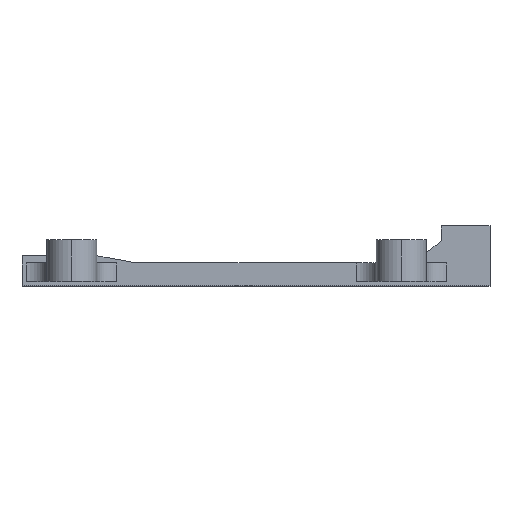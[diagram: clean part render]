
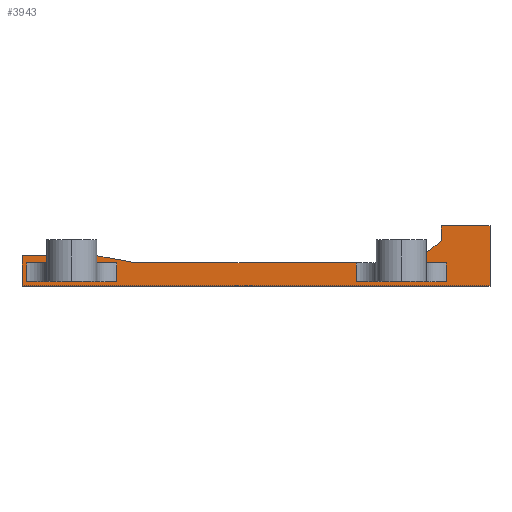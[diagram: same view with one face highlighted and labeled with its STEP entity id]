
A CAD part, top view. The second image highlights one B-rep face of the part: STEP entity #3943.
In plain terms, the highlighted planar face has unit normal (0, 0, 1).
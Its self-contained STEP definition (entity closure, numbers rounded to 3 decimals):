
#6 = ORIENTED_EDGE ( 'NONE', *, *, #3151, .F. ) ;
#50 = CARTESIAN_POINT ( 'NONE',  ( 0., 6., 0. ) ) ;
#94 = DIRECTION ( 'NONE',  ( -1., 0., 0. ) ) ;
#95 = CARTESIAN_POINT ( 'NONE',  ( 39.354, 2.28, 0. ) ) ;
#116 = ORIENTED_EDGE ( 'NONE', *, *, #2772, .T. ) ;
#118 = LINE ( 'NONE', #4309, #2757 ) ;
#120 = EDGE_CURVE ( 'NONE', #2842, #5090, #1793, .T. ) ;
#123 = FACE_OUTER_BOUND ( 'NONE', #1318, .T. ) ;
#145 = CARTESIAN_POINT ( 'NONE',  ( 9.499, 0.4, 0. ) ) ;
#195 = EDGE_CURVE ( 'NONE', #5282, #2903, #2833, .T. ) ;
#211 = VECTOR ( 'NONE', #1344, 1000. ) ;
#255 = CARTESIAN_POINT ( 'NONE',  ( 39.354, 2.28, 0. ) ) ;
#278 = LINE ( 'NONE', #3572, #3644 ) ;
#443 = VERTEX_POINT ( 'NONE', #2366 ) ;
#491 = EDGE_CURVE ( 'NONE', #4468, #4795, #2692, .T. ) ;
#596 = CARTESIAN_POINT ( 'NONE',  ( 0., 6., 0. ) ) ;
#600 = EDGE_CURVE ( 'NONE', #1077, #443, #1187, .T. ) ;
#626 = VECTOR ( 'NONE', #5010, 1000. ) ;
#639 = LINE ( 'NONE', #2277, #1313 ) ;
#686 = VECTOR ( 'NONE', #2894, 1000. ) ;
#692 = DIRECTION ( 'NONE',  ( 0., -1., 0. ) ) ;
#748 = VERTEX_POINT ( 'NONE', #2557 ) ;
#805 = ORIENTED_EDGE ( 'NONE', *, *, #2689, .F. ) ;
#843 = LINE ( 'NONE', #95, #211 ) ;
#904 = EDGE_CURVE ( 'NONE', #4198, #748, #5226, .T. ) ;
#1000 = DIRECTION ( 'NONE',  ( 0., 0., -1. ) ) ;
#1018 = EDGE_CURVE ( 'NONE', #4336, #1858, #4866, .T. ) ;
#1026 = FACE_BOUND ( 'NONE', #3927, .T. ) ;
#1028 = CARTESIAN_POINT ( 'NONE',  ( 33.5, 2.28, 0. ) ) ;
#1077 = VERTEX_POINT ( 'NONE', #1180 ) ;
#1118 = DIRECTION ( 'NONE',  ( 1., 0., 0. ) ) ;
#1166 = LINE ( 'NONE', #2290, #3551 ) ;
#1179 = VERTEX_POINT ( 'NONE', #1266 ) ;
#1180 = CARTESIAN_POINT ( 'NONE',  ( 0., 3., 0. ) ) ;
#1187 = LINE ( 'NONE', #1561, #5256 ) ;
#1221 = CARTESIAN_POINT ( 'NONE',  ( 46.9, 6., 0. ) ) ;
#1246 = ORIENTED_EDGE ( 'NONE', *, *, #4116, .F. ) ;
#1254 = ORIENTED_EDGE ( 'NONE', *, *, #4906, .F. ) ;
#1266 = CARTESIAN_POINT ( 'NONE',  ( 0.496, 2.28, 0. ) ) ;
#1267 = VERTEX_POINT ( 'NONE', #1496 ) ;
#1313 = VECTOR ( 'NONE', #1118, 1000. ) ;
#1318 = EDGE_LOOP ( 'NONE', ( #5322, #4363, #1920, #1746, #3871, #1969, #3559, #116, #1527, #1246, #2393, #1254, #6 ) ) ;
#1344 = DIRECTION ( 'NONE',  ( 0.766, 0.643, 0. ) ) ;
#1430 = CARTESIAN_POINT ( 'NONE',  ( 33.5, 6., 0. ) ) ;
#1432 = CARTESIAN_POINT ( 'NONE',  ( 42., 4.5, 0. ) ) ;
#1473 = VECTOR ( 'NONE', #3956, 1000. ) ;
#1496 = CARTESIAN_POINT ( 'NONE',  ( 0.496, 0.4, 0. ) ) ;
#1527 = ORIENTED_EDGE ( 'NONE', *, *, #195, .F. ) ;
#1561 = CARTESIAN_POINT ( 'NONE',  ( 0., 3., 0. ) ) ;
#1728 = ORIENTED_EDGE ( 'NONE', *, *, #5263, .F. ) ;
#1739 = VECTOR ( 'NONE', #4604, 1000. ) ;
#1746 = ORIENTED_EDGE ( 'NONE', *, *, #120, .F. ) ;
#1793 = LINE ( 'NONE', #3060, #4465 ) ;
#1858 = VERTEX_POINT ( 'NONE', #145 ) ;
#1899 = EDGE_CURVE ( 'NONE', #1267, #1179, #118, .T. ) ;
#1912 = DIRECTION ( 'NONE',  ( 0., 1., 0. ) ) ;
#1920 = ORIENTED_EDGE ( 'NONE', *, *, #2176, .T. ) ;
#1969 = ORIENTED_EDGE ( 'NONE', *, *, #600, .F. ) ;
#2009 = EDGE_CURVE ( 'NONE', #443, #2842, #3156, .T. ) ;
#2010 = CARTESIAN_POINT ( 'NONE',  ( 2.496, 2.28, 0. ) ) ;
#2026 = CARTESIAN_POINT ( 'NONE',  ( 0., 0., 0. ) ) ;
#2094 = LINE ( 'NONE', #50, #626 ) ;
#2161 = VECTOR ( 'NONE', #2586, 1000. ) ;
#2176 = EDGE_CURVE ( 'NONE', #4198, #5090, #3481, .T. ) ;
#2199 = ORIENTED_EDGE ( 'NONE', *, *, #1018, .T. ) ;
#2242 = PLANE ( 'NONE',  #4493 ) ;
#2271 = DIRECTION ( 'NONE',  ( 1., 0., 0. ) ) ;
#2277 = CARTESIAN_POINT ( 'NONE',  ( 0., 0., 0. ) ) ;
#2290 = CARTESIAN_POINT ( 'NONE',  ( 35.5, 2.28, 0. ) ) ;
#2330 = DIRECTION ( 'NONE',  ( 1., 0., 0. ) ) ;
#2331 = ORIENTED_EDGE ( 'NONE', *, *, #1899, .T. ) ;
#2366 = CARTESIAN_POINT ( 'NONE',  ( 7.5, 3., 0. ) ) ;
#2393 = ORIENTED_EDGE ( 'NONE', *, *, #491, .F. ) ;
#2442 = DIRECTION ( 'NONE',  ( 0., -1., 0. ) ) ;
#2491 = VECTOR ( 'NONE', #2330, 1000. ) ;
#2537 = VECTOR ( 'NONE', #4838, 1000. ) ;
#2557 = CARTESIAN_POINT ( 'NONE',  ( 42.5, 0.4, 0. ) ) ;
#2586 = DIRECTION ( 'NONE',  ( 0., 1., 0. ) ) ;
#2685 = CARTESIAN_POINT ( 'NONE',  ( 42.5, 6., 0. ) ) ;
#2689 = EDGE_CURVE ( 'NONE', #1267, #1858, #2991, .T. ) ;
#2692 = LINE ( 'NONE', #1432, #3615 ) ;
#2694 = CARTESIAN_POINT ( 'NONE',  ( 42., 4.5, 0. ) ) ;
#2757 = VECTOR ( 'NONE', #2979, 1000. ) ;
#2765 = CARTESIAN_POINT ( 'NONE',  ( 46.9, 6., 0. ) ) ;
#2772 = EDGE_CURVE ( 'NONE', #4248, #2903, #639, .T. ) ;
#2833 = LINE ( 'NONE', #1221, #686 ) ;
#2839 = VECTOR ( 'NONE', #2442, 1000. ) ;
#2842 = VERTEX_POINT ( 'NONE', #4053 ) ;
#2844 = CARTESIAN_POINT ( 'NONE',  ( 42., 6., 0. ) ) ;
#2894 = DIRECTION ( 'NONE',  ( 0., -1., 0. ) ) ;
#2903 = VERTEX_POINT ( 'NONE', #4023 ) ;
#2979 = DIRECTION ( 'NONE',  ( 0., 1., 0. ) ) ;
#2991 = LINE ( 'NONE', #4626, #1739 ) ;
#3060 = CARTESIAN_POINT ( 'NONE',  ( 11.5, 2.28, 0. ) ) ;
#3151 = EDGE_CURVE ( 'NONE', #4178, #3763, #1166, .T. ) ;
#3156 = LINE ( 'NONE', #4796, #1473 ) ;
#3297 = EDGE_CURVE ( 'NONE', #4178, #748, #4277, .T. ) ;
#3481 = LINE ( 'NONE', #1430, #2161 ) ;
#3526 = EDGE_CURVE ( 'NONE', #1077, #4248, #2094, .T. ) ;
#3551 = VECTOR ( 'NONE', #4775, 1000. ) ;
#3559 = ORIENTED_EDGE ( 'NONE', *, *, #3526, .T. ) ;
#3572 = CARTESIAN_POINT ( 'NONE',  ( 0., 6., 0. ) ) ;
#3615 = VECTOR ( 'NONE', #1912, 1000. ) ;
#3644 = VECTOR ( 'NONE', #2271, 1000. ) ;
#3649 = CARTESIAN_POINT ( 'NONE',  ( 33.5, 0.4, 0. ) ) ;
#3763 = VERTEX_POINT ( 'NONE', #255 ) ;
#3871 = ORIENTED_EDGE ( 'NONE', *, *, #2009, .F. ) ;
#3882 = CARTESIAN_POINT ( 'NONE',  ( 9.499, 2.28, 0. ) ) ;
#3927 = EDGE_LOOP ( 'NONE', ( #805, #2331, #1728, #2199 ) ) ;
#3938 = DIRECTION ( 'NONE',  ( 1., 0., 0. ) ) ;
#3943 = ADVANCED_FACE ( 'NONE', ( #1026, #123 ), #2242, .F. ) ;
#3956 = DIRECTION ( 'NONE',  ( 0.984, -0.177, 0. ) ) ;
#4019 = CARTESIAN_POINT ( 'NONE',  ( 42.5, 2.28, 0. ) ) ;
#4023 = CARTESIAN_POINT ( 'NONE',  ( 46.9, 0., 0. ) ) ;
#4053 = CARTESIAN_POINT ( 'NONE',  ( 11.5, 2.28, 0. ) ) ;
#4061 = VECTOR ( 'NONE', #692, 1000. ) ;
#4063 = DIRECTION ( 'NONE',  ( 1., 0., 0. ) ) ;
#4116 = EDGE_CURVE ( 'NONE', #4795, #5282, #278, .T. ) ;
#4178 = VERTEX_POINT ( 'NONE', #4019 ) ;
#4198 = VERTEX_POINT ( 'NONE', #3649 ) ;
#4248 = VERTEX_POINT ( 'NONE', #2026 ) ;
#4277 = LINE ( 'NONE', #2685, #4061 ) ;
#4309 = CARTESIAN_POINT ( 'NONE',  ( 0.496, 6., 0. ) ) ;
#4336 = VERTEX_POINT ( 'NONE', #3882 ) ;
#4363 = ORIENTED_EDGE ( 'NONE', *, *, #904, .F. ) ;
#4465 = VECTOR ( 'NONE', #3938, 1000. ) ;
#4468 = VERTEX_POINT ( 'NONE', #2694 ) ;
#4493 = AXIS2_PLACEMENT_3D ( 'NONE', #596, #1000, #94 ) ;
#4604 = DIRECTION ( 'NONE',  ( 1., 0., 0. ) ) ;
#4626 = CARTESIAN_POINT ( 'NONE',  ( 0., 0.4, 0. ) ) ;
#4775 = DIRECTION ( 'NONE',  ( -1., 0., 0. ) ) ;
#4795 = VERTEX_POINT ( 'NONE', #2844 ) ;
#4796 = CARTESIAN_POINT ( 'NONE',  ( 7.5, 3., 0. ) ) ;
#4812 = CARTESIAN_POINT ( 'NONE',  ( 0., 0.4, 0. ) ) ;
#4838 = DIRECTION ( 'NONE',  ( -1., 0., 0. ) ) ;
#4866 = LINE ( 'NONE', #4952, #2839 ) ;
#4906 = EDGE_CURVE ( 'NONE', #3763, #4468, #843, .T. ) ;
#4952 = CARTESIAN_POINT ( 'NONE',  ( 9.499, 6., 0. ) ) ;
#5010 = DIRECTION ( 'NONE',  ( 0., -1., 0. ) ) ;
#5090 = VERTEX_POINT ( 'NONE', #1028 ) ;
#5196 = LINE ( 'NONE', #2010, #2537 ) ;
#5226 = LINE ( 'NONE', #4812, #2491 ) ;
#5256 = VECTOR ( 'NONE', #4063, 1000. ) ;
#5263 = EDGE_CURVE ( 'NONE', #4336, #1179, #5196, .T. ) ;
#5282 = VERTEX_POINT ( 'NONE', #2765 ) ;
#5322 = ORIENTED_EDGE ( 'NONE', *, *, #3297, .T. ) ;
